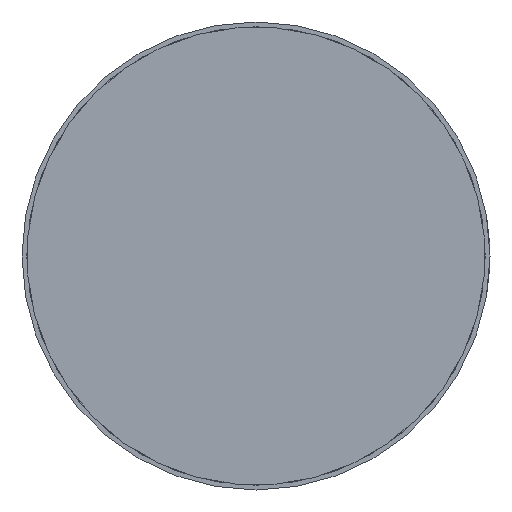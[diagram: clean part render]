
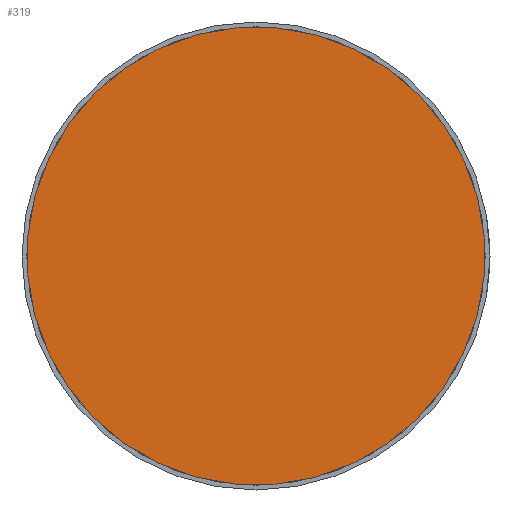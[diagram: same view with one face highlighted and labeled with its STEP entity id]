
A CAD part, front view. The second image highlights one B-rep face of the part: STEP entity #319.
In plain terms, the highlighted planar face has unit normal (0, -1, 0).
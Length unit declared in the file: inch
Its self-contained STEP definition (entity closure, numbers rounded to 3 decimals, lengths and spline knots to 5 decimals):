
#262 = CARTESIAN_POINT ( 'NONE',  ( 0., -0.04, 0. ) ) ;
#296 = DIRECTION ( 'NONE',  ( 0., -1., 0. ) ) ;
#319 = ADVANCED_FACE ( 'NONE', ( #861 ), #1391, .T. ) ;
#340 = CARTESIAN_POINT ( 'NONE',  ( -1.66768, -0.04, -2.3609 ) ) ;
#397 = ORIENTED_EDGE ( 'NONE', *, *, #1893, .T. ) ;
#436 = CIRCLE ( 'NONE', #1822, 2.8905 ) ;
#496 = CARTESIAN_POINT ( 'NONE',  ( 0., -0.04, 0. ) ) ;
#522 = DIRECTION ( 'NONE',  ( 1., 0., 0. ) ) ;
#547 = DIRECTION ( 'NONE',  ( 1., 0., 0. ) ) ;
#589 = CARTESIAN_POINT ( 'NONE',  ( 1.66768, -0.04, 2.3609 ) ) ;
#639 = DIRECTION ( 'NONE',  ( 1., 0., 0. ) ) ;
#861 = FACE_OUTER_BOUND ( 'NONE', #2264, .T. ) ;
#1159 = CARTESIAN_POINT ( 'NONE',  ( 0., -0.04, 0. ) ) ;
#1191 = ORIENTED_EDGE ( 'NONE', *, *, #1784, .T. ) ;
#1391 = PLANE ( 'NONE',  #1473 ) ;
#1416 = AXIS2_PLACEMENT_3D ( 'NONE', #262, #296, #639 ) ;
#1473 = AXIS2_PLACEMENT_3D ( 'NONE', #1159, #1521, #547 ) ;
#1493 = VERTEX_POINT ( 'NONE', #340 ) ;
#1521 = DIRECTION ( 'NONE',  ( 0., -1., 0. ) ) ;
#1784 = EDGE_CURVE ( 'NONE', #1493, #2129, #2064, .T. ) ;
#1822 = AXIS2_PLACEMENT_3D ( 'NONE', #496, #2125, #522 ) ;
#1893 = EDGE_CURVE ( 'NONE', #2129, #1493, #436, .T. ) ;
#2064 = CIRCLE ( 'NONE', #1416, 2.8905 ) ;
#2125 = DIRECTION ( 'NONE',  ( 0., -1., 0. ) ) ;
#2129 = VERTEX_POINT ( 'NONE', #589 ) ;
#2264 = EDGE_LOOP ( 'NONE', ( #1191, #397 ) ) ;
